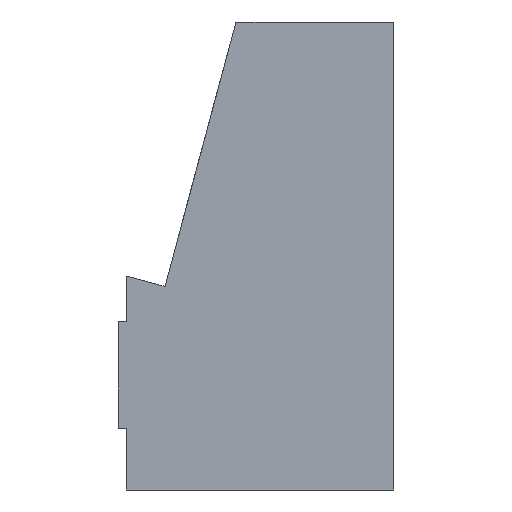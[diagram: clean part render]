
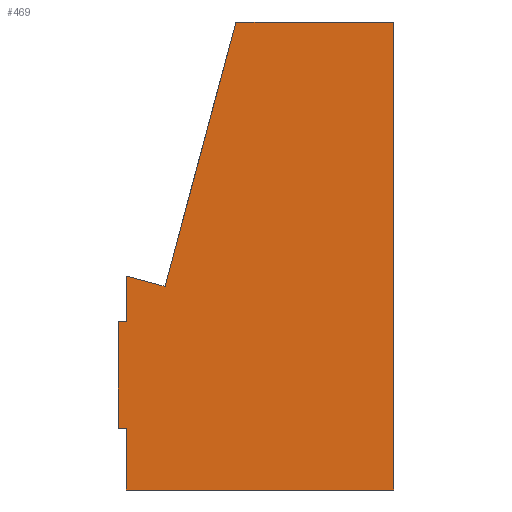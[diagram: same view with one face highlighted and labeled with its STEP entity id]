
A CAD part, left-side view. The second image highlights one B-rep face of the part: STEP entity #469.
In plain terms, the highlighted planar face has unit normal (-1, 0, 0).
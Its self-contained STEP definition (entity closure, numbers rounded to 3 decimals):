
#13 = PLANE ( 'NONE',  #66 ) ;
#20 = DIRECTION ( 'NONE',  ( 0., 0., -1. ) ) ;
#33 = VECTOR ( 'NONE', #498, 1000. ) ;
#42 = LINE ( 'NONE', #743, #534 ) ;
#45 = ORIENTED_EDGE ( 'NONE', *, *, #444, .F. ) ;
#61 = CARTESIAN_POINT ( 'NONE',  ( -7.5, 0., -16. ) ) ;
#66 = AXIS2_PLACEMENT_3D ( 'NONE', #734, #328, #20 ) ;
#75 = ORIENTED_EDGE ( 'NONE', *, *, #325, .F. ) ;
#76 = EDGE_CURVE ( 'NONE', #539, #96, #156, .T. ) ;
#87 = VERTEX_POINT ( 'NONE', #233 ) ;
#89 = DIRECTION ( 'NONE',  ( 0., 0., 1. ) ) ;
#96 = VERTEX_POINT ( 'NONE', #750 ) ;
#98 = VERTEX_POINT ( 'NONE', #100 ) ;
#100 = CARTESIAN_POINT ( 'NONE',  ( -7.5, 0., -16. ) ) ;
#123 = CARTESIAN_POINT ( 'NONE',  ( -7.5, -20., 19. ) ) ;
#125 = LINE ( 'NONE', #672, #670 ) ;
#126 = DIRECTION ( 'NONE',  ( 0., 0., -1. ) ) ;
#144 = LINE ( 'NONE', #467, #243 ) ;
#156 = LINE ( 'NONE', #629, #306 ) ;
#158 = VERTEX_POINT ( 'NONE', #617 ) ;
#171 = ORIENTED_EDGE ( 'NONE', *, *, #574, .T. ) ;
#174 = CARTESIAN_POINT ( 'NONE',  ( -7.5, -20., -16. ) ) ;
#189 = VECTOR ( 'NONE', #283, 1000. ) ;
#192 = CARTESIAN_POINT ( 'NONE',  ( -7.5, 0.6, -3.39 ) ) ;
#193 = ORIENTED_EDGE ( 'NONE', *, *, #333, .F. ) ;
#194 = VERTEX_POINT ( 'NONE', #702 ) ;
#212 = CARTESIAN_POINT ( 'NONE',  ( -7.5, 0.6, -11.39 ) ) ;
#231 = FACE_OUTER_BOUND ( 'NONE', #763, .T. ) ;
#233 = CARTESIAN_POINT ( 'NONE',  ( -7.5, 0., -11.39 ) ) ;
#243 = VECTOR ( 'NONE', #463, 1000. ) ;
#257 = ORIENTED_EDGE ( 'NONE', *, *, #696, .F. ) ;
#265 = VERTEX_POINT ( 'NONE', #828 ) ;
#279 = LINE ( 'NONE', #61, #587 ) ;
#283 = DIRECTION ( 'NONE',  ( 0., -1., 0. ) ) ;
#304 = LINE ( 'NONE', #495, #33 ) ;
#306 = VECTOR ( 'NONE', #684, 1000. ) ;
#320 = VERTEX_POINT ( 'NONE', #580 ) ;
#325 = EDGE_CURVE ( 'NONE', #96, #158, #476, .T. ) ;
#328 = DIRECTION ( 'NONE',  ( 1., 0., 0. ) ) ;
#333 = EDGE_CURVE ( 'NONE', #320, #727, #671, .T. ) ;
#381 = VECTOR ( 'NONE', #126, 1000. ) ;
#385 = ORIENTED_EDGE ( 'NONE', *, *, #637, .F. ) ;
#392 = ORIENTED_EDGE ( 'NONE', *, *, #76, .F. ) ;
#397 = VECTOR ( 'NONE', #589, 1000. ) ;
#417 = EDGE_CURVE ( 'NONE', #158, #194, #279, .T. ) ;
#444 = EDGE_CURVE ( 'NONE', #265, #634, #715, .T. ) ;
#450 = DIRECTION ( 'NONE',  ( 0., 0., 1. ) ) ;
#459 = CARTESIAN_POINT ( 'NONE',  ( -7.5, 0.6, -11.39 ) ) ;
#463 = DIRECTION ( 'NONE',  ( 0., -1., 0. ) ) ;
#467 = CARTESIAN_POINT ( 'NONE',  ( -7.5, -8.197, 19. ) ) ;
#469 = ADVANCED_FACE ( 'NONE', ( #231 ), #13, .F. ) ;
#475 = LINE ( 'NONE', #212, #189 ) ;
#476 = LINE ( 'NONE', #192, #486 ) ;
#486 = VECTOR ( 'NONE', #723, 1000. ) ;
#488 = DIRECTION ( 'NONE',  ( 0., -0.966, -0.259 ) ) ;
#495 = CARTESIAN_POINT ( 'NONE',  ( -7.5, -20., -16. ) ) ;
#498 = DIRECTION ( 'NONE',  ( 0., 1., 0. ) ) ;
#511 = EDGE_CURVE ( 'NONE', #634, #320, #144, .T. ) ;
#534 = VECTOR ( 'NONE', #488, 1000. ) ;
#539 = VERTEX_POINT ( 'NONE', #459 ) ;
#544 = CARTESIAN_POINT ( 'NONE',  ( -7.5, -8.197, 19. ) ) ;
#574 = EDGE_CURVE ( 'NONE', #539, #87, #475, .T. ) ;
#580 = CARTESIAN_POINT ( 'NONE',  ( -7.5, -20., 19. ) ) ;
#582 = ORIENTED_EDGE ( 'NONE', *, *, #417, .F. ) ;
#587 = VECTOR ( 'NONE', #450, 1000. ) ;
#589 = DIRECTION ( 'NONE',  ( 0., -0.259, 0.966 ) ) ;
#617 = CARTESIAN_POINT ( 'NONE',  ( -7.5, 0., -3.39 ) ) ;
#629 = CARTESIAN_POINT ( 'NONE',  ( -7.5, 0.6, -11.39 ) ) ;
#634 = VERTEX_POINT ( 'NONE', #544 ) ;
#637 = EDGE_CURVE ( 'NONE', #98, #87, #125, .T. ) ;
#663 = EDGE_CURVE ( 'NONE', #194, #265, #42, .T. ) ;
#670 = VECTOR ( 'NONE', #89, 1000. ) ;
#671 = LINE ( 'NONE', #123, #381 ) ;
#672 = CARTESIAN_POINT ( 'NONE',  ( -7.5, 0., -16. ) ) ;
#683 = ORIENTED_EDGE ( 'NONE', *, *, #511, .F. ) ;
#684 = DIRECTION ( 'NONE',  ( 0., 0., 1. ) ) ;
#696 = EDGE_CURVE ( 'NONE', #727, #98, #304, .T. ) ;
#702 = CARTESIAN_POINT ( 'NONE',  ( -7.5, 0., 0. ) ) ;
#715 = LINE ( 'NONE', #729, #397 ) ;
#723 = DIRECTION ( 'NONE',  ( 0., -1., 0. ) ) ;
#727 = VERTEX_POINT ( 'NONE', #174 ) ;
#729 = CARTESIAN_POINT ( 'NONE',  ( -7.5, -2.898, -0.776 ) ) ;
#734 = CARTESIAN_POINT ( 'NONE',  ( -7.5, 0., 0. ) ) ;
#743 = CARTESIAN_POINT ( 'NONE',  ( -7.5, -2.898, -0.776 ) ) ;
#750 = CARTESIAN_POINT ( 'NONE',  ( -7.5, 0.6, -3.39 ) ) ;
#763 = EDGE_LOOP ( 'NONE', ( #813, #582, #75, #392, #171, #385, #257, #193, #683, #45 ) ) ;
#813 = ORIENTED_EDGE ( 'NONE', *, *, #663, .F. ) ;
#828 = CARTESIAN_POINT ( 'NONE',  ( -7.5, -2.898, -0.776 ) ) ;
